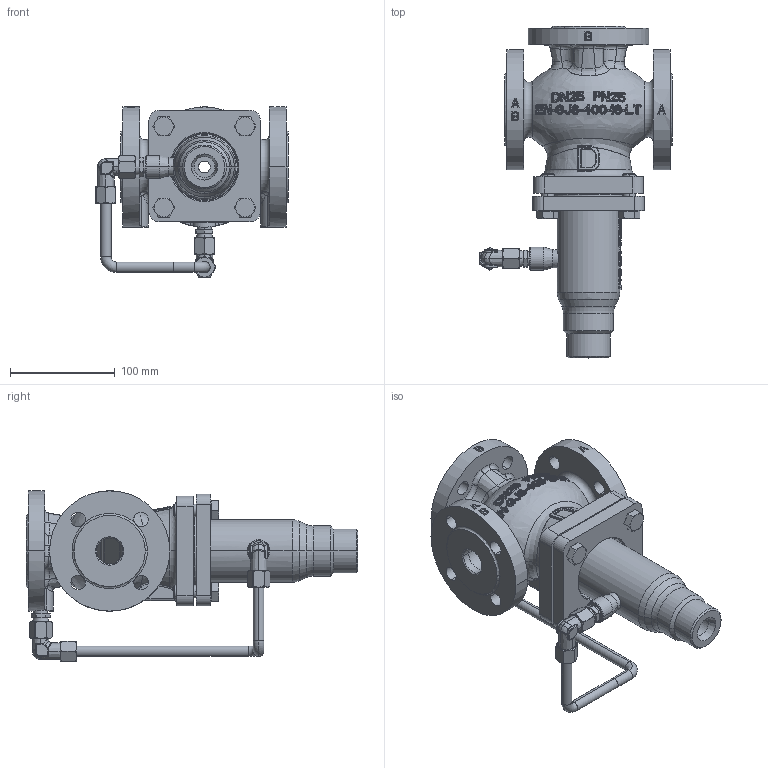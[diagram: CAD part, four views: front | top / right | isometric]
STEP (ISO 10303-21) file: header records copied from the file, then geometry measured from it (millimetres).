
FILE_DESCRIPTION((''),'2;1');
FILE_NAME('065B2598_VFG-33_PN16_DN25_ASM','2015-03-16T',('u317927'),('Danfoss'),'PRO/ENGINEER BY PARAMETRIC TECHNOLOGY CORPORATION, 2014000','PRO/ENGINEER BY PARAMETRIC TECHNOLOGY CORPORATION, 2014000','');
FILE_SCHEMA(('CONFIG_CONTROL_DESIGN'));
Products named in the file (7): 88615500_1; 88615580_1; 51018508_2; PRIKLJUCEK_1; CEV_VFG3_DN25_1; 065B2598_ASM_1_ASM; 065B2598_VFG-33_PN16_DN25_ASM
Assembly tree (10 placements, depth 3):
  065B2598_VFG-33_PN16_DN25_ASM
    065B2598_ASM_1_ASM
      88615500_1
      88615580_1
      51018508_2  x4
      PRIKLJUCEK_1  x2
      CEV_VFG3_DN25_1
Bounding box: 183.85 x 317.5 x 162.85 mm (x, y, z)
Volume: 1358429.3 mm3; surface area: 349310.5 mm2
Topology: 9 solids, 27 shells, 5163 faces, 12402 edges, 7268 vertices
Faces by surface type: bspline 2393, cylinder 1751, plane 391, sphere 292, cone 123, torus 115, extrusion 98
Entity records: 230945 total; most frequent: CARTESIAN_POINT 144840, ORIENTED_EDGE 23004, EDGE_CURVE 11541, DIRECTION 9661, B_SPLINE_CURVE_WITH_KNOTS 8809, VERTEX_POINT 6795, EDGE_LOOP 5009, FACE_OUTER_BOUND 4857
